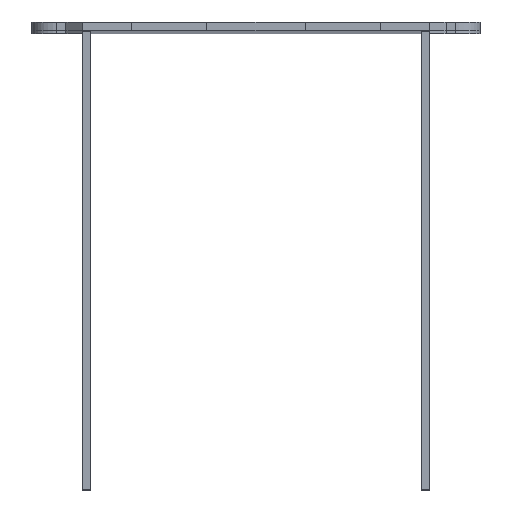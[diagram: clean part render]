
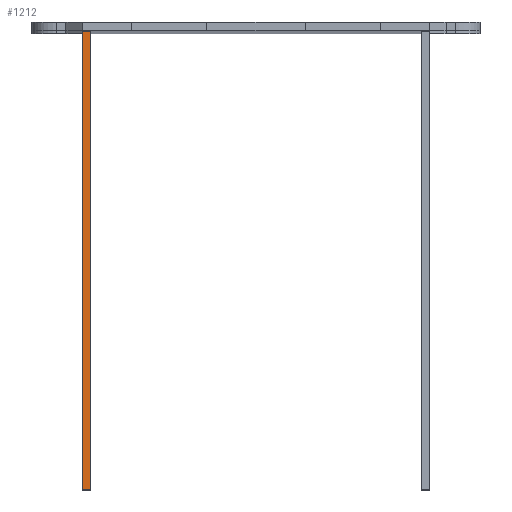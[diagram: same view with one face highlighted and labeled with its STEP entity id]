
A CAD part, top view. The second image highlights one B-rep face of the part: STEP entity #1212.
In plain terms, the highlighted planar face has unit normal (0, 0, 1).
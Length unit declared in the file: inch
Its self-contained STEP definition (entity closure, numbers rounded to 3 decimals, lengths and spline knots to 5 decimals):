
#106=FACE_OUTER_BOUND('',#176,.T.);
#176=EDGE_LOOP('',(#1075,#1076,#1077,#1078));
#311=LINE('',#1917,#463);
#315=LINE('',#1925,#467);
#318=LINE('',#1931,#470);
#321=LINE('',#1936,#473);
#463=VECTOR('',#1577,0.3937);
#467=VECTOR('',#1583,0.3937);
#470=VECTOR('',#1588,0.3937);
#473=VECTOR('',#1593,0.3937);
#583=VERTEX_POINT('',#1915);
#584=VERTEX_POINT('',#1916);
#587=VERTEX_POINT('',#1924);
#589=VERTEX_POINT('',#1930);
#743=EDGE_CURVE('',#583,#584,#311,.T.);
#747=EDGE_CURVE('',#584,#587,#315,.T.);
#750=EDGE_CURVE('',#587,#589,#318,.T.);
#753=EDGE_CURVE('',#589,#583,#321,.T.);
#1075=ORIENTED_EDGE('',*,*,#753,.T.);
#1076=ORIENTED_EDGE('',*,*,#743,.T.);
#1077=ORIENTED_EDGE('',*,*,#747,.T.);
#1078=ORIENTED_EDGE('',*,*,#750,.T.);
#1150=PLANE('',#1306);
#1212=ADVANCED_FACE('',(#106),#1150,.F.);
#1306=AXIS2_PLACEMENT_3D('',#1939,#1597,#1598);
#1577=DIRECTION('',(0.,-1.,0.));
#1583=DIRECTION('',(1.,0.,0.));
#1588=DIRECTION('',(0.,1.,0.));
#1593=DIRECTION('',(-1.,0.,0.));
#1597=DIRECTION('center_axis',(0.,0.,
-1.));
#1598=DIRECTION('ref_axis',(1.,0.,0.));
#1915=CARTESIAN_POINT('',(9.00897,0.,-2.47965));
#1916=CARTESIAN_POINT('',(9.00897,-7.,-2.47965));
#1917=CARTESIAN_POINT('',(9.00897,0.,-2.47965));
#1924=CARTESIAN_POINT('',(9.13397,-7.,-2.47965));
#1925=CARTESIAN_POINT('',(9.00897,-7.,-2.47965));
#1930=CARTESIAN_POINT('',(9.13397,0.,-2.47965));
#1931=CARTESIAN_POINT('',(9.13397,-7.,-2.47965));
#1936=CARTESIAN_POINT('',(9.13397,0.,-2.47965));
#1939=CARTESIAN_POINT('Origin',(9.07147,-3.5,-2.47965));
